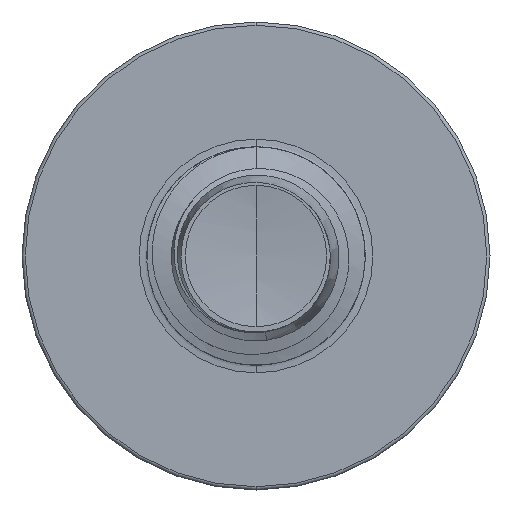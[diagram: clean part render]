
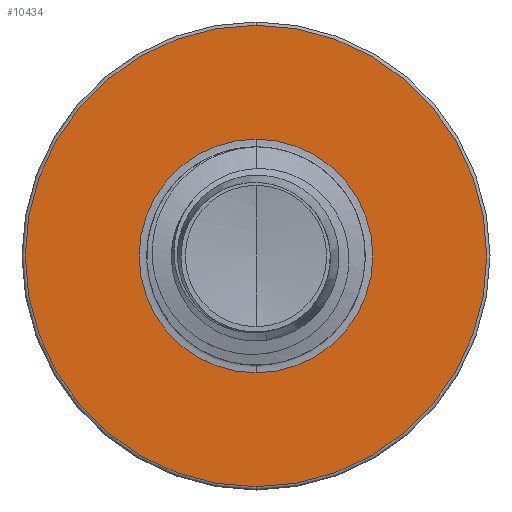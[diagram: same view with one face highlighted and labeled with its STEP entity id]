
A CAD part, front view. The second image highlights one B-rep face of the part: STEP entity #10434.
In plain terms, the highlighted planar face has unit normal (0, -1, 0).
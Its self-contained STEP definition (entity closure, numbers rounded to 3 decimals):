
#276 = CIRCLE ( 'NONE', #18775, 3.698 ) ;
#532 = ORIENTED_EDGE ( 'NONE', *, *, #17074, .T. ) ;
#696 = VERTEX_POINT ( 'NONE', #8794 ) ;
#1397 = EDGE_CURVE ( 'NONE', #8338, #6524, #13477, .T. ) ;
#1405 = EDGE_CURVE ( 'NONE', #13590, #696, #276, .T. ) ;
#2314 = DIRECTION ( 'NONE',  ( 0., 0., 1. ) ) ;
#2345 = DIRECTION ( 'NONE',  ( 0., 1., 0. ) ) ;
#2348 = CARTESIAN_POINT ( 'NONE',  ( 0., 7., 0. ) ) ;
#2401 = DIRECTION ( 'NONE',  ( 0., 0., 1. ) ) ;
#2431 = DIRECTION ( 'NONE',  ( 0., 1., 0. ) ) ;
#2433 = CARTESIAN_POINT ( 'NONE',  ( 0., 7., 0. ) ) ;
#4650 = ORIENTED_EDGE ( 'NONE', *, *, #1397, .T. ) ;
#5129 = CIRCLE ( 'NONE', #16010, 1.872 ) ;
#6125 = FACE_BOUND ( 'NONE', #19050, .T. ) ;
#6524 = VERTEX_POINT ( 'NONE', #19118 ) ;
#6601 = EDGE_CURVE ( 'NONE', #696, #13590, #8248, .T. ) ;
#6744 = CARTESIAN_POINT ( 'NONE',  ( 0., 7., 0. ) ) ;
#7983 = EDGE_LOOP ( 'NONE', ( #17656, #17336 ) ) ;
#8248 = CIRCLE ( 'NONE', #12153, 3.698 ) ;
#8338 = VERTEX_POINT ( 'NONE', #20180 ) ;
#8656 = DIRECTION ( 'NONE',  ( 0., 0., 1. ) ) ;
#8794 = CARTESIAN_POINT ( 'NONE',  ( 0., 7., 3.698 ) ) ;
#9627 = DIRECTION ( 'NONE',  ( 0., 0., 1. ) ) ;
#9631 = DIRECTION ( 'NONE',  ( 0., 1., 0. ) ) ;
#10434 = ADVANCED_FACE ( 'NONE', ( #17844, #6125 ), #14412, .F. ) ;
#12153 = AXIS2_PLACEMENT_3D ( 'NONE', #15314, #9631, #9627 ) ;
#13477 = CIRCLE ( 'NONE', #15342, 1.872 ) ;
#13590 = VERTEX_POINT ( 'NONE', #13597 ) ;
#13597 = CARTESIAN_POINT ( 'NONE',  ( 0., 7., -3.697 ) ) ;
#14361 = DIRECTION ( 'NONE',  ( 0., 0., 1. ) ) ;
#14377 = DIRECTION ( 'NONE',  ( 0., 1., 0. ) ) ;
#14412 = PLANE ( 'NONE',  #16641 ) ;
#14484 = CARTESIAN_POINT ( 'NONE',  ( 0., 7., -1.872 ) ) ;
#15314 = CARTESIAN_POINT ( 'NONE',  ( 0., 7., 0. ) ) ;
#15342 = AXIS2_PLACEMENT_3D ( 'NONE', #2433, #2431, #2401 ) ;
#16010 = AXIS2_PLACEMENT_3D ( 'NONE', #6744, #16951, #8656 ) ;
#16641 = AXIS2_PLACEMENT_3D ( 'NONE', #14484, #14377, #14361 ) ;
#16951 = DIRECTION ( 'NONE',  ( 0., 1., 0. ) ) ;
#17074 = EDGE_CURVE ( 'NONE', #6524, #8338, #5129, .T. ) ;
#17336 = ORIENTED_EDGE ( 'NONE', *, *, #1405, .F. ) ;
#17656 = ORIENTED_EDGE ( 'NONE', *, *, #6601, .F. ) ;
#17844 = FACE_OUTER_BOUND ( 'NONE', #7983, .T. ) ;
#18775 = AXIS2_PLACEMENT_3D ( 'NONE', #2348, #2345, #2314 ) ;
#19050 = EDGE_LOOP ( 'NONE', ( #4650, #532 ) ) ;
#19118 = CARTESIAN_POINT ( 'NONE',  ( 0., 7., -1.872 ) ) ;
#20180 = CARTESIAN_POINT ( 'NONE',  ( 0., 7., 1.872 ) ) ;
